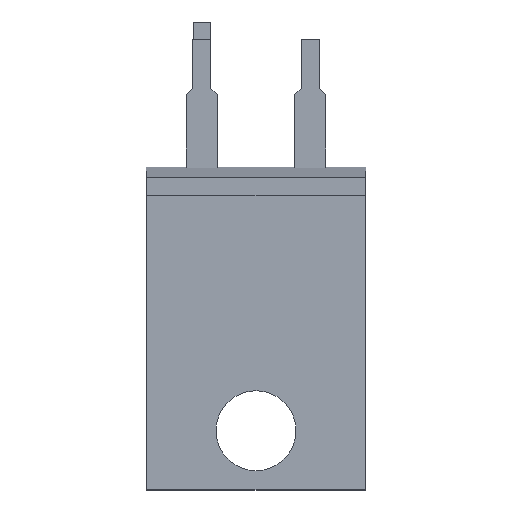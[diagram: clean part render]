
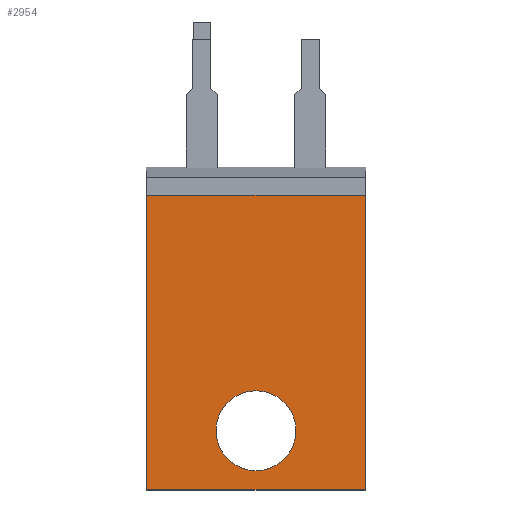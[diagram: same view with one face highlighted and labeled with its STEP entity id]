
A CAD part, top view. The second image highlights one B-rep face of the part: STEP entity #2954.
In plain terms, the highlighted planar face has unit normal (0, 0, 1).
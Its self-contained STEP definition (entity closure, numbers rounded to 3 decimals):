
#1731 = PLANE('',#1732);
#1732 = AXIS2_PLACEMENT_3D('',#1733,#1734,#1735);
#1733 = CARTESIAN_POINT('',(-2.575,-7.3,5.09));
#1734 = DIRECTION('',(-1.,0.,0.));
#1735 = DIRECTION('',(0.,0.,1.));
#1759 = PLANE('',#1760);
#1760 = AXIS2_PLACEMENT_3D('',#1761,#1762,#1763);
#1761 = CARTESIAN_POINT('',(-2.575,-7.3,6.36));
#1762 = DIRECTION('',(0.,-1.,0.));
#1763 = DIRECTION('',(1.,0.,0.));
#1787 = PLANE('',#1788);
#1788 = AXIS2_PLACEMENT_3D('',#1789,#1790,#1791);
#1789 = CARTESIAN_POINT('',(7.655,-7.3,6.36));
#1790 = DIRECTION('',(1.,0.,0.));
#1791 = DIRECTION('',(0.,0.,-1.));
#2443 = VERTEX_POINT('',#2444);
#2444 = CARTESIAN_POINT('',(-2.575,-21.075,6.36));
#2458 = PLANE('',#2459);
#2459 = AXIS2_PLACEMENT_3D('',#2460,#2461,#2462);
#2460 = CARTESIAN_POINT('',(-2.575,-21.075,6.36));
#2461 = DIRECTION('',(0.,-1.,0.));
#2462 = DIRECTION('',(1.,0.,0.));
#2470 = EDGE_CURVE('',#2471,#2443,#2473,.T.);
#2471 = VERTEX_POINT('',#2472);
#2472 = CARTESIAN_POINT('',(-2.575,-7.3,6.36));
#2473 = SURFACE_CURVE('',#2474,(#2478,#2485),.PCURVE_S1.);
#2474 = LINE('',#2475,#2476);
#2475 = CARTESIAN_POINT('',(-2.575,-7.3,6.36));
#2476 = VECTOR('',#2477,1.);
#2477 = DIRECTION('',(0.,-1.,0.));
#2478 = PCURVE('',#1731,#2479);
#2479 = DEFINITIONAL_REPRESENTATION('',(#2480),#2484);
#2480 = LINE('',#2481,#2482);
#2481 = CARTESIAN_POINT('',(1.27,0.));
#2482 = VECTOR('',#2483,1.);
#2483 = DIRECTION('',(0.,-1.));
#2484 = ( GEOMETRIC_REPRESENTATION_CONTEXT(2) 
PARAMETRIC_REPRESENTATION_CONTEXT() REPRESENTATION_CONTEXT('2D SPACE',''
  ) );
#2485 = PCURVE('',#2486,#2491);
#2486 = PLANE('',#2487);
#2487 = AXIS2_PLACEMENT_3D('',#2488,#2489,#2490);
#2488 = CARTESIAN_POINT('',(-2.575,-7.3,6.36));
#2489 = DIRECTION('',(0.,0.,1.));
#2490 = DIRECTION('',(1.,0.,0.));
#2491 = DEFINITIONAL_REPRESENTATION('',(#2492),#2496);
#2492 = LINE('',#2493,#2494);
#2493 = CARTESIAN_POINT('',(0.,0.));
#2494 = VECTOR('',#2495,1.);
#2495 = DIRECTION('',(0.,-1.));
#2496 = ( GEOMETRIC_REPRESENTATION_CONTEXT(2) 
PARAMETRIC_REPRESENTATION_CONTEXT() REPRESENTATION_CONTEXT('2D SPACE',''
  ) );
#2523 = EDGE_CURVE('',#2471,#2524,#2526,.T.);
#2524 = VERTEX_POINT('',#2525);
#2525 = CARTESIAN_POINT('',(7.655,-7.3,6.36));
#2526 = SURFACE_CURVE('',#2527,(#2531,#2538),.PCURVE_S1.);
#2527 = LINE('',#2528,#2529);
#2528 = CARTESIAN_POINT('',(-2.575,-7.3,6.36));
#2529 = VECTOR('',#2530,1.);
#2530 = DIRECTION('',(1.,0.,0.));
#2531 = PCURVE('',#1759,#2532);
#2532 = DEFINITIONAL_REPRESENTATION('',(#2533),#2537);
#2533 = LINE('',#2534,#2535);
#2534 = CARTESIAN_POINT('',(0.,0.));
#2535 = VECTOR('',#2536,1.);
#2536 = DIRECTION('',(1.,0.));
#2537 = ( GEOMETRIC_REPRESENTATION_CONTEXT(2) 
PARAMETRIC_REPRESENTATION_CONTEXT() REPRESENTATION_CONTEXT('2D SPACE',''
  ) );
#2538 = PCURVE('',#2486,#2539);
#2539 = DEFINITIONAL_REPRESENTATION('',(#2540),#2544);
#2540 = LINE('',#2541,#2542);
#2541 = CARTESIAN_POINT('',(0.,0.));
#2542 = VECTOR('',#2543,1.);
#2543 = DIRECTION('',(1.,0.));
#2544 = ( GEOMETRIC_REPRESENTATION_CONTEXT(2) 
PARAMETRIC_REPRESENTATION_CONTEXT() REPRESENTATION_CONTEXT('2D SPACE',''
  ) );
#2573 = EDGE_CURVE('',#2524,#2574,#2576,.T.);
#2574 = VERTEX_POINT('',#2575);
#2575 = CARTESIAN_POINT('',(7.655,-21.075,6.36));
#2576 = SURFACE_CURVE('',#2577,(#2581,#2588),.PCURVE_S1.);
#2577 = LINE('',#2578,#2579);
#2578 = CARTESIAN_POINT('',(7.655,-7.3,6.36));
#2579 = VECTOR('',#2580,1.);
#2580 = DIRECTION('',(0.,-1.,0.));
#2581 = PCURVE('',#1787,#2582);
#2582 = DEFINITIONAL_REPRESENTATION('',(#2583),#2587);
#2583 = LINE('',#2584,#2585);
#2584 = CARTESIAN_POINT('',(0.,0.));
#2585 = VECTOR('',#2586,1.);
#2586 = DIRECTION('',(0.,-1.));
#2587 = ( GEOMETRIC_REPRESENTATION_CONTEXT(2) 
PARAMETRIC_REPRESENTATION_CONTEXT() REPRESENTATION_CONTEXT('2D SPACE',''
  ) );
#2588 = PCURVE('',#2486,#2589);
#2589 = DEFINITIONAL_REPRESENTATION('',(#2590),#2594);
#2590 = LINE('',#2591,#2592);
#2591 = CARTESIAN_POINT('',(10.23,0.));
#2592 = VECTOR('',#2593,1.);
#2593 = DIRECTION('',(0.,-1.));
#2594 = ( GEOMETRIC_REPRESENTATION_CONTEXT(2) 
PARAMETRIC_REPRESENTATION_CONTEXT() REPRESENTATION_CONTEXT('2D SPACE',''
  ) );
#2916 = CYLINDRICAL_SURFACE('',#2917,1.868);
#2917 = AXIS2_PLACEMENT_3D('',#2918,#2919,#2920);
#2918 = CARTESIAN_POINT('',(2.54,-18.305,5.09));
#2919 = DIRECTION('',(0.,0.,-1.));
#2920 = DIRECTION('',(1.,0.,0.));
#2931 = EDGE_CURVE('',#2443,#2574,#2932,.T.);
#2932 = SURFACE_CURVE('',#2933,(#2937,#2944),.PCURVE_S1.);
#2933 = LINE('',#2934,#2935);
#2934 = CARTESIAN_POINT('',(-2.575,-21.075,6.36));
#2935 = VECTOR('',#2936,1.);
#2936 = DIRECTION('',(1.,0.,0.));
#2937 = PCURVE('',#2458,#2938);
#2938 = DEFINITIONAL_REPRESENTATION('',(#2939),#2943);
#2939 = LINE('',#2940,#2941);
#2940 = CARTESIAN_POINT('',(0.,0.));
#2941 = VECTOR('',#2942,1.);
#2942 = DIRECTION('',(1.,0.));
#2943 = ( GEOMETRIC_REPRESENTATION_CONTEXT(2) 
PARAMETRIC_REPRESENTATION_CONTEXT() REPRESENTATION_CONTEXT('2D SPACE',''
  ) );
#2944 = PCURVE('',#2486,#2945);
#2945 = DEFINITIONAL_REPRESENTATION('',(#2946),#2950);
#2946 = LINE('',#2947,#2948);
#2947 = CARTESIAN_POINT('',(0.,-13.775));
#2948 = VECTOR('',#2949,1.);
#2949 = DIRECTION('',(1.,0.));
#2950 = ( GEOMETRIC_REPRESENTATION_CONTEXT(2) 
PARAMETRIC_REPRESENTATION_CONTEXT() REPRESENTATION_CONTEXT('2D SPACE',''
  ) );
#2954 = ADVANCED_FACE('',(#2955,#2961),#2486,.T.);
#2955 = FACE_BOUND('',#2956,.T.);
#2956 = EDGE_LOOP('',(#2957,#2958,#2959,#2960));
#2957 = ORIENTED_EDGE('',*,*,#2470,.T.);
#2958 = ORIENTED_EDGE('',*,*,#2931,.T.);
#2959 = ORIENTED_EDGE('',*,*,#2573,.F.);
#2960 = ORIENTED_EDGE('',*,*,#2523,.F.);
#2961 = FACE_BOUND('',#2962,.T.);
#2962 = EDGE_LOOP('',(#2963));
#2963 = ORIENTED_EDGE('',*,*,#2964,.T.);
#2964 = EDGE_CURVE('',#2965,#2965,#2967,.T.);
#2965 = VERTEX_POINT('',#2966);
#2966 = CARTESIAN_POINT('',(4.408,-18.305,6.36));
#2967 = SURFACE_CURVE('',#2968,(#2973,#2984),.PCURVE_S1.);
#2968 = CIRCLE('',#2969,1.868);
#2969 = AXIS2_PLACEMENT_3D('',#2970,#2971,#2972);
#2970 = CARTESIAN_POINT('',(2.54,-18.305,6.36));
#2971 = DIRECTION('',(0.,0.,-1.));
#2972 = DIRECTION('',(1.,0.,0.));
#2973 = PCURVE('',#2486,#2974);
#2974 = DEFINITIONAL_REPRESENTATION('',(#2975),#2983);
#2975 = ( BOUNDED_CURVE() B_SPLINE_CURVE(2,(#2976,#2977,#2978,#2979,
#2980,#2981,#2982),.UNSPECIFIED.,.T.,.F.) B_SPLINE_CURVE_WITH_KNOTS((1,2
    ,2,2,2,1),(-2.094,0.,2.094,4.189,
6.283,8.378),.UNSPECIFIED.) CURVE() 
GEOMETRIC_REPRESENTATION_ITEM() RATIONAL_B_SPLINE_CURVE((1.,0.5,1.,0.5,
1.,0.5,1.)) REPRESENTATION_ITEM('') );
#2976 = CARTESIAN_POINT('',(6.983,-11.005));
#2977 = CARTESIAN_POINT('',(6.983,-14.24));
#2978 = CARTESIAN_POINT('',(4.181,-12.622));
#2979 = CARTESIAN_POINT('',(1.38,-11.005));
#2980 = CARTESIAN_POINT('',(4.181,-9.388));
#2981 = CARTESIAN_POINT('',(6.983,-7.77));
#2982 = CARTESIAN_POINT('',(6.983,-11.005));
#2983 = ( GEOMETRIC_REPRESENTATION_CONTEXT(2) 
PARAMETRIC_REPRESENTATION_CONTEXT() REPRESENTATION_CONTEXT('2D SPACE',''
  ) );
#2984 = PCURVE('',#2916,#2985);
#2985 = DEFINITIONAL_REPRESENTATION('',(#2986),#2990);
#2986 = LINE('',#2987,#2988);
#2987 = CARTESIAN_POINT('',(0.,-1.27));
#2988 = VECTOR('',#2989,1.);
#2989 = DIRECTION('',(1.,0.));
#2990 = ( GEOMETRIC_REPRESENTATION_CONTEXT(2) 
PARAMETRIC_REPRESENTATION_CONTEXT() REPRESENTATION_CONTEXT('2D SPACE',''
  ) );
